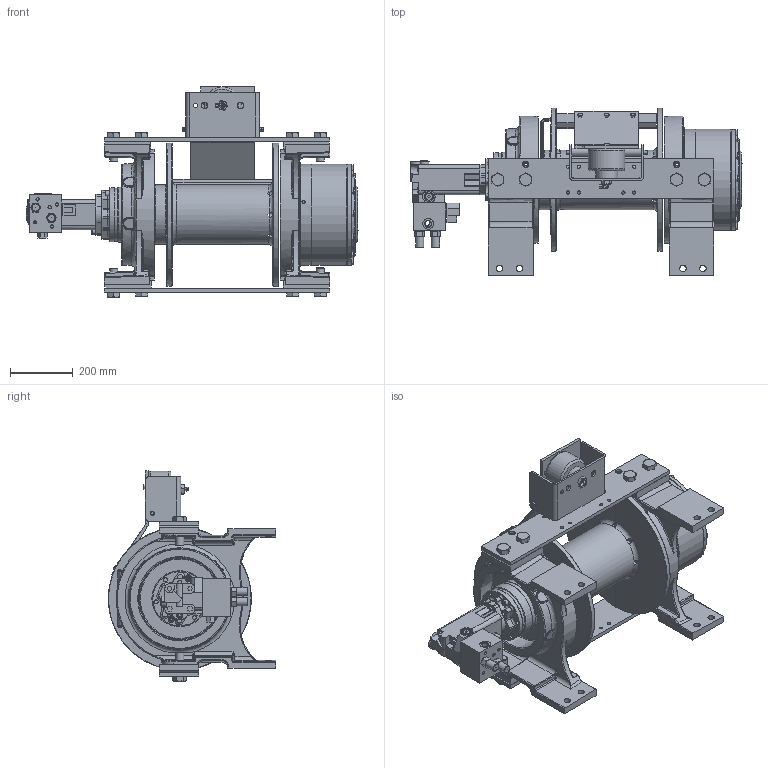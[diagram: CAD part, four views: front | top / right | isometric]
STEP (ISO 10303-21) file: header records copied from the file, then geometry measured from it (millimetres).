
FILE_DESCRIPTION(/* description */ ('STEP AP214'),/* implementation_level */ '2;1');
FILE_NAME(/* name */ '640-853_Ramsey_HD-P-177-9.stp',/* time_stamp */ '2018-01-23T13:41:53+01:00',/* author */ ('lang1ph'),/* organization */ (''),/* preprocessor_version */ 'ST-DEVELOPER v17',/* originating_system */ 'Autodesk Inventor 2018',/* authorisation */ '');
FILE_SCHEMA (('AUTOMOTIVE_DESIGN { 1 0 10303 214 3 1 1 }'));
Products named in the file (1): 640-853_Ramsey_HD-P-177-9
Bounding box: 1061.8 x 534.92 x 672.52 mm (x, y, z)
Volume: 32641.8 mm3; surface area: 3487919.9 mm2
Topology: 1 solids, 93 shells, 1476 faces, 4833 edges, 3282 vertices
Faces by surface type: plane 668, cylinder 340, bspline 217, cone 168, torus 69, sphere 14
Full cylindrical faces by diameter (mm): 3.581 x2, 6.477 x1, 9.931 x1, 10.312 x19, 12.7 x8, 13.487 x2, 13.513 x1, 14.684 x8, 17.462 x1, 19.05 x10, 20.625 x12, 20.637 x3, 20.65 x1, 22.225 x2, 22.86 x1, 25.4 x7, 26.213 x2, 30.48 x1, 34.138 x2, 38.1 x1, 40.005 x1, 70.612 x1, 116.84 x1, 170.18 x1, 172.72 x3, 175.895 x1, 190.5 x2, 264.668 x1, 321.818 x1, 323.85 x5
Entity records: 90592 total; most frequent: CARTESIAN_POINT 48567, DIRECTION 8002, ORIENTED_EDGE 7916, EDGE_CURVE 4815, VERTEX_POINT 3282, AXIS2_PLACEMENT_3D 2892, LINE 2218, VECTOR 2218
